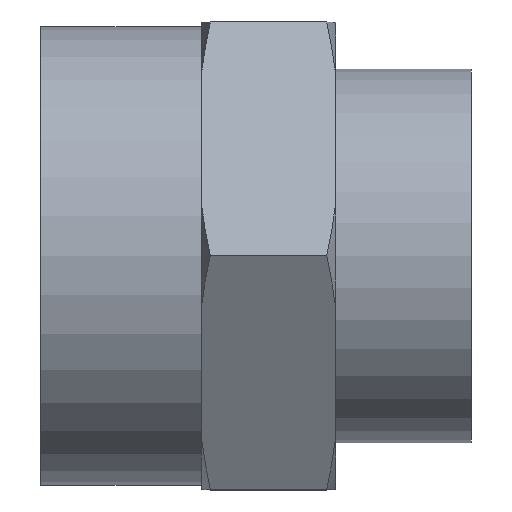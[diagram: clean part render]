
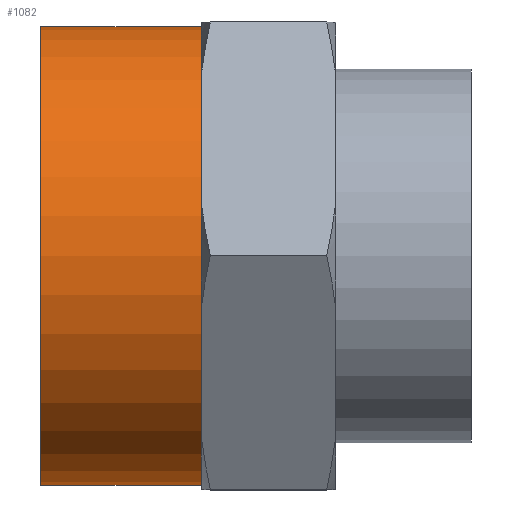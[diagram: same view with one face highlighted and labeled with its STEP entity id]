
A CAD part, top view. The second image highlights one B-rep face of the part: STEP entity #1082.
In plain terms, the highlighted cylindrical face has radius 15.6 mm (diameter 31.2 mm), a full revolution.
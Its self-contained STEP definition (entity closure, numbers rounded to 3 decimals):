
#28=CYLINDRICAL_SURFACE('',#1167,15.6);
#195=FACE_OUTER_BOUND('',#262,.T.);
#262=EDGE_LOOP('',(#836,#837,#838,#839));
#314=CIRCLE('',#1137,15.6);
#321=CIRCLE('',#1168,15.6);
#349=LINE('',#1693,#396);
#396=VECTOR('',#1323,16.7);
#448=VERTEX_POINT('',#1482);
#473=VERTEX_POINT('',#1692);
#562=EDGE_CURVE('',#448,#448,#314,.T.);
#607=EDGE_CURVE('',#448,#473,#349,.T.);
#608=EDGE_CURVE('',#473,#473,#321,.T.);
#836=ORIENTED_EDGE('',*,*,#562,.F.);
#837=ORIENTED_EDGE('',*,*,#607,.T.);
#838=ORIENTED_EDGE('',*,*,#608,.F.);
#839=ORIENTED_EDGE('',*,*,#607,.F.);
#1082=ADVANCED_FACE('',(#195),#28,.T.);
#1137=AXIS2_PLACEMENT_3D('',#1483,#1253,#1254);
#1167=AXIS2_PLACEMENT_3D('',#1691,#1321,#1322);
#1168=AXIS2_PLACEMENT_3D('',#1694,#1324,#1325);
#1253=DIRECTION('center_axis',(1.,0.,0.));
#1254=DIRECTION('ref_axis',(0.,0.,-1.));
#1321=DIRECTION('center_axis',(1.,0.,0.));
#1322=DIRECTION('ref_axis',(0.,0.,-1.));
#1323=DIRECTION('',(-1.,0.,0.));
#1324=DIRECTION('center_axis',(-1.,0.,0.));
#1325=DIRECTION('ref_axis',(0.,0.,-1.));
#1482=CARTESIAN_POINT('',(10.926,0.,15.6));
#1483=CARTESIAN_POINT('Origin',(10.926,0.,0.));
#1691=CARTESIAN_POINT('Origin',(0.926,0.,0.));
#1692=CARTESIAN_POINT('',(0.,0.,15.6));
#1693=CARTESIAN_POINT('',(0.926,0.,15.6));
#1694=CARTESIAN_POINT('Origin',(0.,0.,0.));
